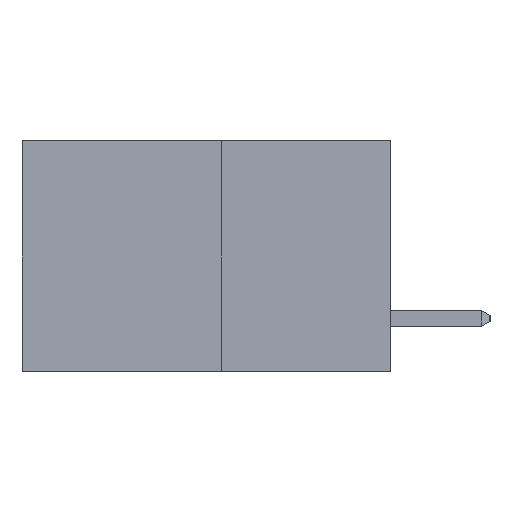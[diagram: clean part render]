
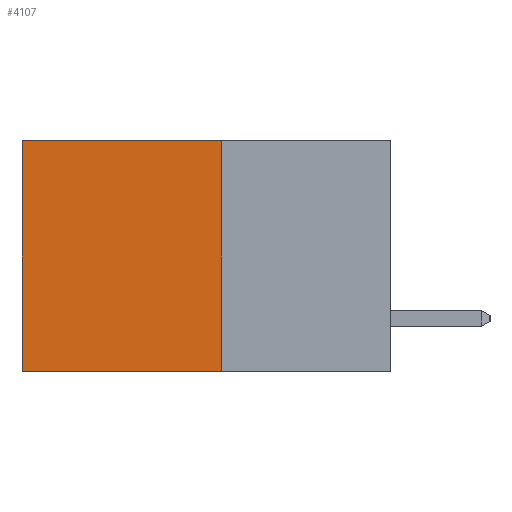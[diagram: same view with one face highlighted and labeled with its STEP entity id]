
A CAD part, left-side view. The second image highlights one B-rep face of the part: STEP entity #4107.
In plain terms, the highlighted planar face has unit normal (-1, 0, 0).
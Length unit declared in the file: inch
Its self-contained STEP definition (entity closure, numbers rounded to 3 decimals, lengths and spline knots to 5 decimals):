
#269 = CARTESIAN_POINT ( 'NONE',  ( 0.277, 0.59, -0.37 ) ) ;
#346 = CARTESIAN_POINT ( 'NONE',  ( 0.277, 0.27, 0. ) ) ;
#692 = CARTESIAN_POINT ( 'NONE',  ( 0.277, 0.27, -0.37 ) ) ;
#944 = DIRECTION ( 'NONE',  ( 0., 1., 0. ) ) ;
#1256 = FACE_OUTER_BOUND ( 'NONE', #7232, .T. ) ;
#1410 = VERTEX_POINT ( 'NONE', #4577 ) ;
#1563 = ORIENTED_EDGE ( 'NONE', *, *, #9639, .T. ) ;
#1612 = ORIENTED_EDGE ( 'NONE', *, *, #4315, .F. ) ;
#1653 = ORIENTED_EDGE ( 'NONE', *, *, #11049, .F. ) ;
#1677 = ORIENTED_EDGE ( 'NONE', *, *, #10671, .T. ) ;
#1744 = DIRECTION ( 'NONE',  ( 0., 0., -1. ) ) ;
#2073 = LINE ( 'NONE', #11531, #8720 ) ;
#2182 = VECTOR ( 'NONE', #944, 39.37008 ) ;
#3216 = DIRECTION ( 'NONE',  ( 0., 1., 0. ) ) ;
#3699 = LINE ( 'NONE', #346, #10123 ) ;
#4107 = ADVANCED_FACE ( 'NONE', ( #1256 ), #5041, .F. ) ;
#4293 = VECTOR ( 'NONE', #1744, 39.37008 ) ;
#4315 = EDGE_CURVE ( 'NONE', #7574, #7466, #9071, .T. ) ;
#4577 = CARTESIAN_POINT ( 'NONE',  ( 0.277, 0.27, 0. ) ) ;
#4765 = AXIS2_PLACEMENT_3D ( 'NONE', #11252, #11235, #11225 ) ;
#5041 = PLANE ( 'NONE',  #4765 ) ;
#7232 = EDGE_LOOP ( 'NONE', ( #1563, #1612, #1653, #1677 ) ) ;
#7282 = CARTESIAN_POINT ( 'NONE',  ( 0.277, 0.59, -0.37 ) ) ;
#7466 = VERTEX_POINT ( 'NONE', #269 ) ;
#7574 = VERTEX_POINT ( 'NONE', #9340 ) ;
#8720 = VECTOR ( 'NONE', #9891, 39.37008 ) ;
#9060 = VERTEX_POINT ( 'NONE', #11458 ) ;
#9071 = LINE ( 'NONE', #692, #2182 ) ;
#9340 = CARTESIAN_POINT ( 'NONE',  ( 0.277, 0.27, -0.37 ) ) ;
#9514 = LINE ( 'NONE', #7282, #4293 ) ;
#9639 = EDGE_CURVE ( 'NONE', #9060, #7466, #9514, .T. ) ;
#9891 = DIRECTION ( 'NONE',  ( 0., 0., -1. ) ) ;
#10123 = VECTOR ( 'NONE', #3216, 39.37008 ) ;
#10671 = EDGE_CURVE ( 'NONE', #1410, #9060, #3699, .T. ) ;
#11049 = EDGE_CURVE ( 'NONE', #1410, #7574, #2073, .T. ) ;
#11225 = DIRECTION ( 'NONE',  ( 0., 0., -1. ) ) ;
#11235 = DIRECTION ( 'NONE',  ( 1., 0., 0. ) ) ;
#11252 = CARTESIAN_POINT ( 'NONE',  ( 0.277, 0.27, -0.37 ) ) ;
#11458 = CARTESIAN_POINT ( 'NONE',  ( 0.277, 0.59, 0. ) ) ;
#11531 = CARTESIAN_POINT ( 'NONE',  ( 0.277, 0.27, -0.37 ) ) ;
